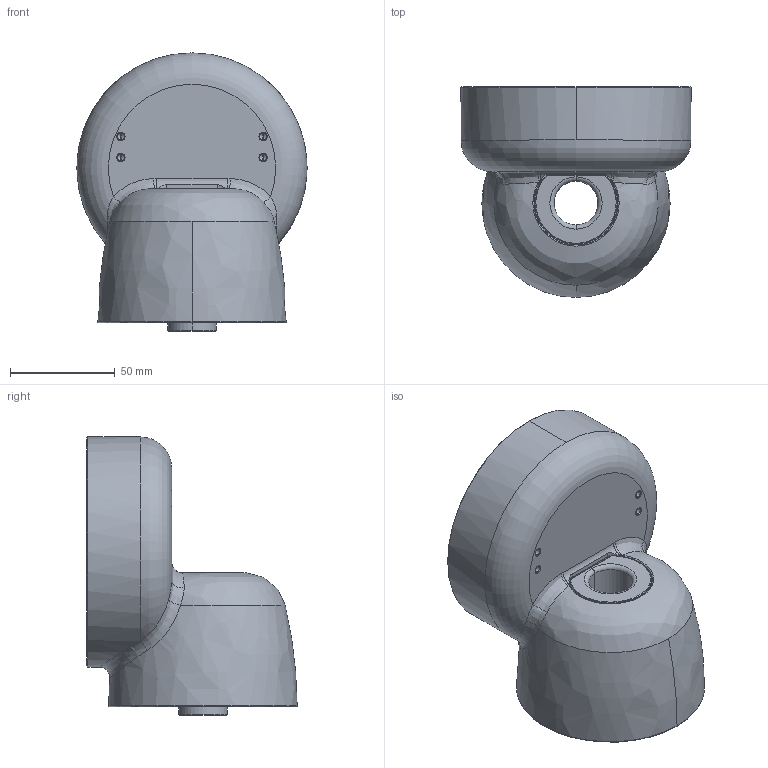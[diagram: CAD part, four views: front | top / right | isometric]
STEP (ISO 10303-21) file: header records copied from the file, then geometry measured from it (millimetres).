
FILE_DESCRIPTION((''),'2;1');
FILE_NAME('VT6_A901S_J5','2019-08-22T22:29:29',('arco0'),(''),'CREO PARAMETRIC BY PTC INC, 2018420','CREO PARAMETRIC BY PTC INC, 2018420','');
FILE_SCHEMA(('AUTOMOTIVE_DESIGN { 1 0 10303 214 1 1 1 1 }'));
Length unit declared in the file: millimetre
Products named in the file (1): VT6_A901S_J5
Bounding box: 110 x 100.5 x 133 mm (x, y, z)
Volume: 608971.6 mm3; surface area: 59570.9 mm2
Topology: 2 solids, 2 shells, 132 faces, 298 edges, 182 vertices
Faces by surface type: cylinder 51, plane 33, cone 25, bspline 13, torus 10
Entity records: 6063 total; most frequent: CARTESIAN_POINT 1516, DIRECTION 635, ORIENTED_EDGE 580, PRESENTATION_STYLE_ASSIGNMENT 348, STYLED_ITEM 292, CURVE_STYLE 290, EDGE_CURVE 290, AXIS2_PLACEMENT_3D 270
